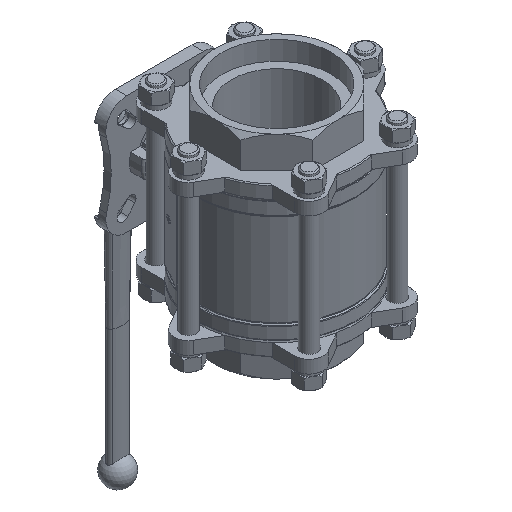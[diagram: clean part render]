
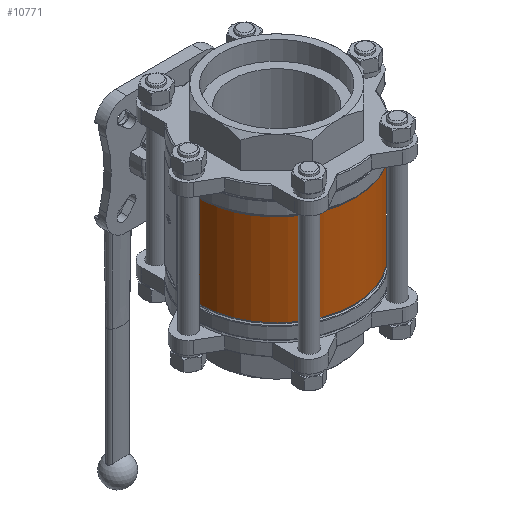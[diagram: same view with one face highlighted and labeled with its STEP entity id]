
A CAD part, isometric view. The second image highlights one B-rep face of the part: STEP entity #10771.
In plain terms, the highlighted cylindrical face has radius 82 mm (diameter 164 mm), a partial arc.
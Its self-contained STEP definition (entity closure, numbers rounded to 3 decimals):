
#134=LINE('',#16951,#734);
#135=LINE('',#16955,#735);
#734=VECTOR('',#13180,1000.);
#735=VECTOR('',#13183,1000.);
#1287=CYLINDRICAL_SURFACE('',#11627,82.);
#1872=CIRCLE('',#11628,82.);
#1873=CIRCLE('',#11629,82.);
#2699=ORIENTED_EDGE('',*,*,#5915,.T.);
#2700=ORIENTED_EDGE('',*,*,#5916,.T.);
#2701=ORIENTED_EDGE('',*,*,#5917,.F.);
#2702=ORIENTED_EDGE('',*,*,#5918,.F.);
#5915=EDGE_CURVE('',#7490,#7491,#1872,.T.);
#5916=EDGE_CURVE('',#7491,#7492,#134,.T.);
#5917=EDGE_CURVE('',#7493,#7492,#1873,.T.);
#5918=EDGE_CURVE('',#7490,#7493,#135,.T.);
#7490=VERTEX_POINT('',#16949);
#7491=VERTEX_POINT('',#16950);
#7492=VERTEX_POINT('',#16952);
#7493=VERTEX_POINT('',#16954);
#8883=EDGE_LOOP('',(#2699,#2700,#2701,#2702));
#9744=FACE_BOUND('',#8883,.T.);
#10771=ADVANCED_FACE('',(#9744),#1287,.T.);
#11627=AXIS2_PLACEMENT_3D('',#16947,#13176,#13177);
#11628=AXIS2_PLACEMENT_3D('',#16948,#13178,#13179);
#11629=AXIS2_PLACEMENT_3D('',#16953,#13181,#13182);
#13176=DIRECTION('',(0.,0.,-1.));
#13177=DIRECTION('',(-1.,0.,0.));
#13178=DIRECTION('',(0.,0.,-1.));
#13179=DIRECTION('',(-1.,0.,0.));
#13180=DIRECTION('',(0.,0.,-1.));
#13181=DIRECTION('',(0.,0.,-1.));
#13182=DIRECTION('',(-1.,0.,0.));
#13183=DIRECTION('',(0.,0.,-1.));
#16947=CARTESIAN_POINT('',(0.,0.,-79.));
#16948=CARTESIAN_POINT('',(0.,0.,48.386));
#16949=CARTESIAN_POINT('',(78.389,24.066,48.386));
#16950=CARTESIAN_POINT('',(-78.389,24.066,48.386));
#16951=CARTESIAN_POINT('',(-78.389,24.066,63.5));
#16952=CARTESIAN_POINT('',(-78.389,24.066,-48.386));
#16953=CARTESIAN_POINT('',(0.,0.,-48.386));
#16954=CARTESIAN_POINT('',(78.389,24.066,-48.386));
#16955=CARTESIAN_POINT('',(78.389,24.066,63.5));
